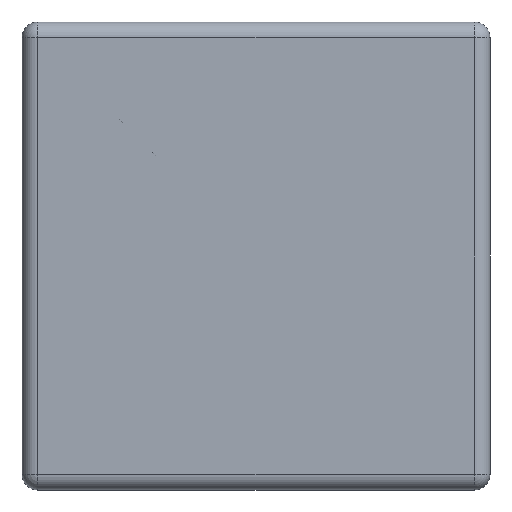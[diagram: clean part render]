
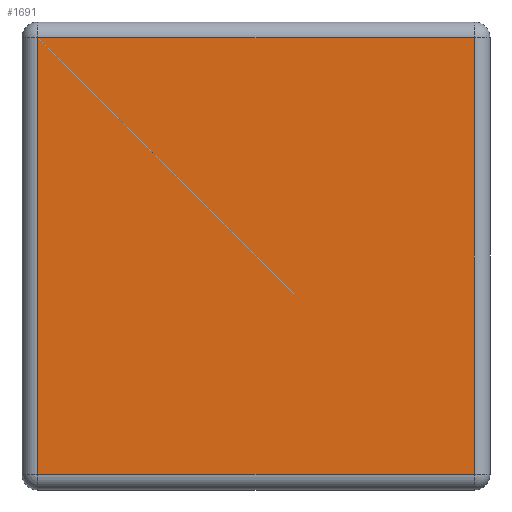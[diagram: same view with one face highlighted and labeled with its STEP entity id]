
A CAD part, front view. The second image highlights one B-rep face of the part: STEP entity #1691.
In plain terms, the highlighted planar face has unit normal (0, -1, 0).
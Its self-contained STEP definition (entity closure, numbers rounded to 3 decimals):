
#117 = EDGE_CURVE ( 'NONE', #521, #1110, #554, .T. ) ;
#274 = VECTOR ( 'NONE', #1430, 1000. ) ;
#303 = CARTESIAN_POINT ( 'NONE',  ( 45., -4., -45. ) ) ;
#445 = DIRECTION ( 'NONE',  ( 0., 0., 1. ) ) ;
#469 = CARTESIAN_POINT ( 'NONE',  ( 42., -4., -42. ) ) ;
#521 = VERTEX_POINT ( 'NONE', #737 ) ;
#523 = CARTESIAN_POINT ( 'NONE',  ( -42., -4., 42. ) ) ;
#533 = EDGE_CURVE ( 'NONE', #852, #573, #1673, .T. ) ;
#554 = LINE ( 'NONE', #1112, #1404 ) ;
#573 = VERTEX_POINT ( 'NONE', #469 ) ;
#576 = LINE ( 'NONE', #1368, #1064 ) ;
#627 = AXIS2_PLACEMENT_3D ( 'NONE', #303, #997, #724 ) ;
#675 = DIRECTION ( 'NONE',  ( 1., 0., 0. ) ) ;
#682 = ORIENTED_EDGE ( 'NONE', *, *, #739, .F. ) ;
#702 = PLANE ( 'NONE',  #627 ) ;
#724 = DIRECTION ( 'NONE',  ( 0., 0., -1. ) ) ;
#737 = CARTESIAN_POINT ( 'NONE',  ( -42., -4., -42. ) ) ;
#739 = EDGE_CURVE ( 'NONE', #573, #521, #904, .T. ) ;
#748 = ORIENTED_EDGE ( 'NONE', *, *, #117, .F. ) ;
#770 = ORIENTED_EDGE ( 'NONE', *, *, #803, .F. ) ;
#803 = EDGE_CURVE ( 'NONE', #1110, #852, #576, .T. ) ;
#852 = VERTEX_POINT ( 'NONE', #1598 ) ;
#881 = DIRECTION ( 'NONE',  ( 0., 0., -1. ) ) ;
#904 = LINE ( 'NONE', #1423, #274 ) ;
#997 = DIRECTION ( 'NONE',  ( 0., -1., 0. ) ) ;
#1064 = VECTOR ( 'NONE', #675, 1000. ) ;
#1099 = ORIENTED_EDGE ( 'NONE', *, *, #533, .F. ) ;
#1110 = VERTEX_POINT ( 'NONE', #523 ) ;
#1112 = CARTESIAN_POINT ( 'NONE',  ( -42., -4., -45. ) ) ;
#1312 = EDGE_LOOP ( 'NONE', ( #682, #1099, #770, #748 ) ) ;
#1368 = CARTESIAN_POINT ( 'NONE',  ( 45., -4., 42. ) ) ;
#1382 = CARTESIAN_POINT ( 'NONE',  ( 42., -4., -45. ) ) ;
#1404 = VECTOR ( 'NONE', #445, 1000. ) ;
#1423 = CARTESIAN_POINT ( 'NONE',  ( 45., -4., -42. ) ) ;
#1430 = DIRECTION ( 'NONE',  ( -1., 0., 0. ) ) ;
#1435 = VECTOR ( 'NONE', #881, 1000. ) ;
#1598 = CARTESIAN_POINT ( 'NONE',  ( 42., -4., 42. ) ) ;
#1608 = FACE_OUTER_BOUND ( 'NONE', #1312, .T. ) ;
#1673 = LINE ( 'NONE', #1382, #1435 ) ;
#1691 = ADVANCED_FACE ( 'NONE', ( #1608 ), #702, .T. ) ;
